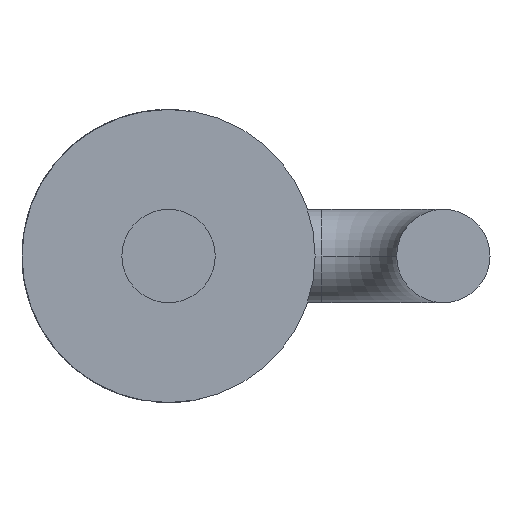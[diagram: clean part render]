
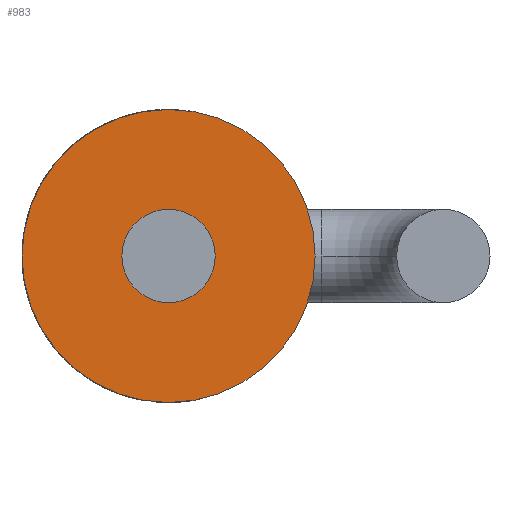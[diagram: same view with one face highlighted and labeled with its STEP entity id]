
A CAD part, front view. The second image highlights one B-rep face of the part: STEP entity #983.
In plain terms, the highlighted planar face has unit normal (0, -1, 0).
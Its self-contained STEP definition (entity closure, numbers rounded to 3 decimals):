
#118 = DIRECTION ( 'NONE',  ( 0., 1., 0. ) ) ;
#235 = DIRECTION ( 'NONE',  ( 0., 0., 1. ) ) ;
#295 = CARTESIAN_POINT ( 'NONE',  ( 0., 1., 0. ) ) ;
#503 = DIRECTION ( 'NONE',  ( 0., 0., 1. ) ) ;
#518 = VERTEX_POINT ( 'NONE', #1069 ) ;
#762 = DIRECTION ( 'NONE',  ( 0., -1., 0. ) ) ;
#776 = PLANE ( 'NONE',  #4242 ) ;
#787 = VERTEX_POINT ( 'NONE', #3629 ) ;
#983 = ADVANCED_FACE ( 'NONE', ( #3546, #3161 ), #776, .F. ) ;
#1069 = CARTESIAN_POINT ( 'NONE',  ( 0., 1., -1.355 ) ) ;
#1153 = DIRECTION ( 'NONE',  ( 0., 1., 0. ) ) ;
#1242 = DIRECTION ( 'NONE',  ( 0., 0., 1. ) ) ;
#1271 = CARTESIAN_POINT ( 'NONE',  ( 0., 1., 1.355 ) ) ;
#1415 = DIRECTION ( 'NONE',  ( 0., -1., 0. ) ) ;
#1479 = ORIENTED_EDGE ( 'NONE', *, *, #2432, .F. ) ;
#1872 = EDGE_CURVE ( 'NONE', #787, #3365, #4582, .T. ) ;
#1890 = EDGE_LOOP ( 'NONE', ( #1479, #2784 ) ) ;
#1975 = CIRCLE ( 'NONE', #3789, 1.355 ) ;
#1987 = CARTESIAN_POINT ( 'NONE',  ( 0., 1., 0. ) ) ;
#2093 = EDGE_LOOP ( 'NONE', ( #3387, #4780 ) ) ;
#2362 = CARTESIAN_POINT ( 'NONE',  ( 0., 1., 0. ) ) ;
#2369 = AXIS2_PLACEMENT_3D ( 'NONE', #4563, #1415, #235 ) ;
#2432 = EDGE_CURVE ( 'NONE', #518, #3139, #4189, .T. ) ;
#2632 = CIRCLE ( 'NONE', #4029, 0.431 ) ;
#2784 = ORIENTED_EDGE ( 'NONE', *, *, #3558, .F. ) ;
#2964 = EDGE_CURVE ( 'NONE', #3365, #787, #2632, .T. ) ;
#3139 = VERTEX_POINT ( 'NONE', #1271 ) ;
#3161 = FACE_OUTER_BOUND ( 'NONE', #1890, .T. ) ;
#3203 = DIRECTION ( 'NONE',  ( 0., 0., 1. ) ) ;
#3365 = VERTEX_POINT ( 'NONE', #3938 ) ;
#3387 = ORIENTED_EDGE ( 'NONE', *, *, #2964, .F. ) ;
#3546 = FACE_BOUND ( 'NONE', #2093, .T. ) ;
#3558 = EDGE_CURVE ( 'NONE', #3139, #518, #1975, .T. ) ;
#3629 = CARTESIAN_POINT ( 'NONE',  ( -0.431, 1., 0. ) ) ;
#3789 = AXIS2_PLACEMENT_3D ( 'NONE', #4020, #118, #1242 ) ;
#3938 = CARTESIAN_POINT ( 'NONE',  ( 0.432, 1., 0. ) ) ;
#4012 = DIRECTION ( 'NONE',  ( 0., 1., 0. ) ) ;
#4020 = CARTESIAN_POINT ( 'NONE',  ( 0., 1., 0. ) ) ;
#4029 = AXIS2_PLACEMENT_3D ( 'NONE', #1987, #762, #3203 ) ;
#4189 = CIRCLE ( 'NONE', #5094, 1.355 ) ;
#4242 = AXIS2_PLACEMENT_3D ( 'NONE', #295, #1153, #4698 ) ;
#4563 = CARTESIAN_POINT ( 'NONE',  ( 0., 1., 0. ) ) ;
#4582 = CIRCLE ( 'NONE', #2369, 0.431 ) ;
#4698 = DIRECTION ( 'NONE',  ( 0., 0., 1. ) ) ;
#4780 = ORIENTED_EDGE ( 'NONE', *, *, #1872, .F. ) ;
#5094 = AXIS2_PLACEMENT_3D ( 'NONE', #2362, #4012, #503 ) ;
